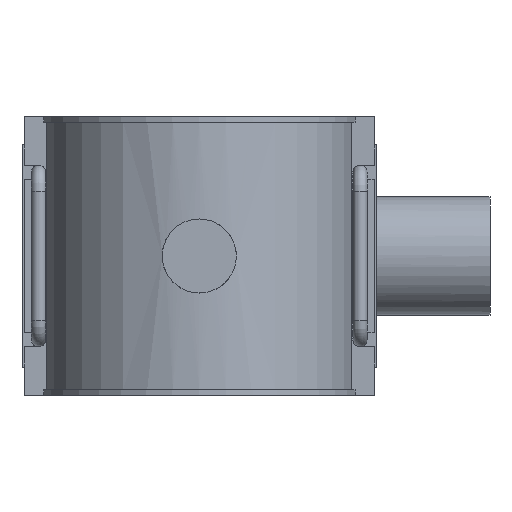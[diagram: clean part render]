
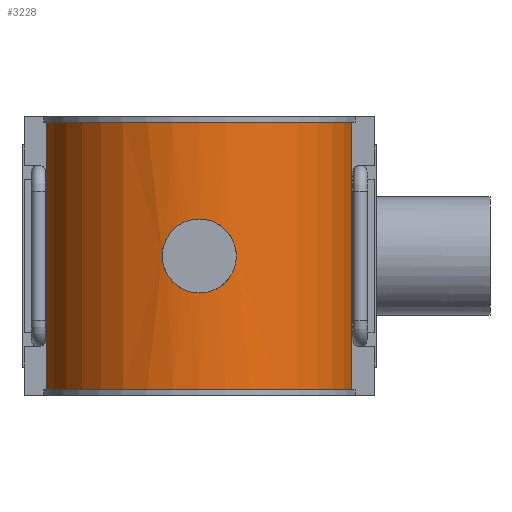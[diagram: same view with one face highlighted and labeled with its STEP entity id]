
A CAD part, front view. The second image highlights one B-rep face of the part: STEP entity #3228.
In plain terms, the highlighted cylindrical face has radius 66 mm (diameter 132 mm), a partial arc.
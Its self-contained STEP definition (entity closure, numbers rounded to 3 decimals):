
#116=LINE('',#5501,#403);
#151=LINE('',#5776,#438);
#403=VECTOR('',#3983,113.28);
#438=VECTOR('',#4060,113.28);
#643=FACE_BOUND('',#1062,.T.);
#684=B_SPLINE_CURVE_WITH_KNOTS('',3,(#5088,#5089,#5090,#5091,#5092,#5093,
#5094,#5095,#5096,#5097,#5098,#5099,#5100,#5101,#5102,#5103,#5104,#5105,
#5106,#5107,#5108,#5109,#5110,#5111,#5112,#5113,#5114,#5115,#5116,#5117,
#5118,#5119,#5120,#5121,#5122,#5123,#5124,#5125,#5126,#5127,#5128,#5129,
#5130,#5131,#5132,#5133,#5134,#5135,#5136,#5137,#5138,#5139,#5140,#5141,
#5142,#5143,#5144,#5145,#5146,#5147,#5148,#5149,#5150,#5151,#5152,#5153),
 .UNSPECIFIED.,.T.,.F.,(4,2,2,2,2,2,2,2,2,2,2,2,2,2,2,2,2,2,2,2,2,2,2,2,
2,2,2,2,2,2,2,2,4),(0.,0.297,0.593,0.89,
1.186,1.483,1.779,2.076,2.372,
2.669,2.965,3.262,3.558,3.855,
4.152,4.448,4.745,5.041,5.338,
5.634,5.931,6.228,6.524,6.821,
7.117,7.414,7.71,8.007,8.303,
8.6,8.896,9.193,9.49),
 .UNSPECIFIED.);
#750=CYLINDRICAL_SURFACE('',#3493,66.);
#848=FACE_OUTER_BOUND('',#1061,.T.);
#1061=EDGE_LOOP('',(#2447,#2448,#2449,#2450));
#1062=EDGE_LOOP('',(#2451));
#1267=CIRCLE('',#3469,66.);
#1275=CIRCLE('',#3483,66.);
#1413=VERTEX_POINT('',#5087);
#1428=VERTEX_POINT('',#5486);
#1429=VERTEX_POINT('',#5488);
#1433=VERTEX_POINT('',#5500);
#1454=VERTEX_POINT('',#5571);
#1763=EDGE_CURVE('',#1413,#1413,#684,.T.);
#1782=EDGE_CURVE('',#1428,#1429,#1267,.T.);
#1787=EDGE_CURVE('',#1428,#1433,#116,.T.);
#1811=EDGE_CURVE('',#1454,#1433,#1275,.T.);
#1846=EDGE_CURVE('',#1429,#1454,#151,.T.);
#2447=ORIENTED_EDGE('',*,*,#1782,.T.);
#2448=ORIENTED_EDGE('',*,*,#1846,.T.);
#2449=ORIENTED_EDGE('',*,*,#1811,.T.);
#2450=ORIENTED_EDGE('',*,*,#1787,.F.);
#2451=ORIENTED_EDGE('',*,*,#1763,.T.);
#3228=ADVANCED_FACE('',(#848,#643),#750,.T.);
#3469=AXIS2_PLACEMENT_3D('',#5490,#3973,#3974);
#3483=AXIS2_PLACEMENT_3D('',#5572,#4020,#4021);
#3493=AXIS2_PLACEMENT_3D('',#5777,#4061,#4062);
#3973=DIRECTION('center_axis',(0.,0.,1.));
#3974=DIRECTION('ref_axis',(1.,0.,0.));
#3983=DIRECTION('',(0.,0.,1.));
#4020=DIRECTION('center_axis',(0.,0.,-1.));
#4021=DIRECTION('ref_axis',(1.,0.,0.));
#4060=DIRECTION('',(0.,0.,1.));
#4061=DIRECTION('center_axis',(0.,0.,1.));
#4062=DIRECTION('ref_axis',(1.,0.,0.));
#5087=CARTESIAN_POINT('',(15.68,-64.11,0.));
#5088=CARTESIAN_POINT('Ctrl Pts',(15.68,-64.11,0.));
#5089=CARTESIAN_POINT('Ctrl Pts',(15.68,-64.11,-0.989));
#5090=CARTESIAN_POINT('Ctrl Pts',(15.585,-64.134,-2.01));
#5091=CARTESIAN_POINT('Ctrl Pts',(15.186,-64.229,-4.038));
#5092=CARTESIAN_POINT('Ctrl Pts',(14.883,-64.301,-5.046));
#5093=CARTESIAN_POINT('Ctrl Pts',(14.081,-64.482,-6.976));
#5094=CARTESIAN_POINT('Ctrl Pts',(13.583,-64.59,-7.901));
#5095=CARTESIAN_POINT('Ctrl Pts',(12.433,-64.821,-9.609));
#5096=CARTESIAN_POINT('Ctrl Pts',(11.781,-64.944,-10.393));
#5097=CARTESIAN_POINT('Ctrl Pts',(10.394,-65.18,-11.781));
#5098=CARTESIAN_POINT('Ctrl Pts',(9.609,-65.302,-12.433));
#5099=CARTESIAN_POINT('Ctrl Pts',(7.901,-65.531,-13.583));
#5100=CARTESIAN_POINT('Ctrl Pts',(6.976,-65.637,-14.081));
#5101=CARTESIAN_POINT('Ctrl Pts',(5.046,-65.814,-14.883));
#5102=CARTESIAN_POINT('Ctrl Pts',(4.038,-65.884,-15.186));
#5103=CARTESIAN_POINT('Ctrl Pts',(2.009,-65.977,-15.585));
#5104=CARTESIAN_POINT('Ctrl Pts',(0.988,-66.,-15.68));
#5105=CARTESIAN_POINT('Ctrl Pts',(-0.988,-66.,-15.68));
#5106=CARTESIAN_POINT('Ctrl Pts',(-2.009,-65.977,-15.585));
#5107=CARTESIAN_POINT('Ctrl Pts',(-4.038,-65.884,-15.186));
#5108=CARTESIAN_POINT('Ctrl Pts',(-5.046,-65.814,-14.883));
#5109=CARTESIAN_POINT('Ctrl Pts',(-6.976,-65.637,-14.081));
#5110=CARTESIAN_POINT('Ctrl Pts',(-7.901,-65.531,-13.583));
#5111=CARTESIAN_POINT('Ctrl Pts',(-9.609,-65.302,-12.433));
#5112=CARTESIAN_POINT('Ctrl Pts',(-10.394,-65.18,-11.781));
#5113=CARTESIAN_POINT('Ctrl Pts',(-11.781,-64.944,-10.393));
#5114=CARTESIAN_POINT('Ctrl Pts',(-12.433,-64.821,-9.609));
#5115=CARTESIAN_POINT('Ctrl Pts',(-13.583,-64.59,-7.901));
#5116=CARTESIAN_POINT('Ctrl Pts',(-14.081,-64.482,-6.976));
#5117=CARTESIAN_POINT('Ctrl Pts',(-14.883,-64.301,-5.046));
#5118=CARTESIAN_POINT('Ctrl Pts',(-15.186,-64.229,-4.038));
#5119=CARTESIAN_POINT('Ctrl Pts',(-15.585,-64.134,-2.01));
#5120=CARTESIAN_POINT('Ctrl Pts',(-15.68,-64.11,-0.989));
#5121=CARTESIAN_POINT('Ctrl Pts',(-15.68,-64.11,0.989));
#5122=CARTESIAN_POINT('Ctrl Pts',(-15.585,-64.134,2.01));
#5123=CARTESIAN_POINT('Ctrl Pts',(-15.186,-64.229,4.038));
#5124=CARTESIAN_POINT('Ctrl Pts',(-14.883,-64.301,5.046));
#5125=CARTESIAN_POINT('Ctrl Pts',(-14.081,-64.482,6.976));
#5126=CARTESIAN_POINT('Ctrl Pts',(-13.583,-64.59,7.901));
#5127=CARTESIAN_POINT('Ctrl Pts',(-12.433,-64.821,9.609));
#5128=CARTESIAN_POINT('Ctrl Pts',(-11.781,-64.944,10.393));
#5129=CARTESIAN_POINT('Ctrl Pts',(-10.394,-65.18,11.781));
#5130=CARTESIAN_POINT('Ctrl Pts',(-9.609,-65.302,12.433));
#5131=CARTESIAN_POINT('Ctrl Pts',(-7.901,-65.531,13.583));
#5132=CARTESIAN_POINT('Ctrl Pts',(-6.976,-65.637,14.081));
#5133=CARTESIAN_POINT('Ctrl Pts',(-5.046,-65.814,14.883));
#5134=CARTESIAN_POINT('Ctrl Pts',(-4.038,-65.884,15.186));
#5135=CARTESIAN_POINT('Ctrl Pts',(-2.009,-65.977,15.585));
#5136=CARTESIAN_POINT('Ctrl Pts',(-0.988,-66.,15.68));
#5137=CARTESIAN_POINT('Ctrl Pts',(0.988,-66.,15.68));
#5138=CARTESIAN_POINT('Ctrl Pts',(2.009,-65.977,15.585));
#5139=CARTESIAN_POINT('Ctrl Pts',(4.038,-65.884,15.186));
#5140=CARTESIAN_POINT('Ctrl Pts',(5.046,-65.814,14.883));
#5141=CARTESIAN_POINT('Ctrl Pts',(6.976,-65.637,14.081));
#5142=CARTESIAN_POINT('Ctrl Pts',(7.901,-65.531,13.583));
#5143=CARTESIAN_POINT('Ctrl Pts',(9.609,-65.302,12.433));
#5144=CARTESIAN_POINT('Ctrl Pts',(10.394,-65.18,11.781));
#5145=CARTESIAN_POINT('Ctrl Pts',(11.781,-64.944,10.393));
#5146=CARTESIAN_POINT('Ctrl Pts',(12.433,-64.821,9.609));
#5147=CARTESIAN_POINT('Ctrl Pts',(13.583,-64.59,7.901));
#5148=CARTESIAN_POINT('Ctrl Pts',(14.081,-64.482,6.976));
#5149=CARTESIAN_POINT('Ctrl Pts',(14.883,-64.301,5.046));
#5150=CARTESIAN_POINT('Ctrl Pts',(15.186,-64.229,4.038));
#5151=CARTESIAN_POINT('Ctrl Pts',(15.585,-64.134,2.01));
#5152=CARTESIAN_POINT('Ctrl Pts',(15.68,-64.11,0.989));
#5153=CARTESIAN_POINT('Ctrl Pts',(15.68,-64.11,0.));
#5486=CARTESIAN_POINT('',(-64.552,-13.75,-56.64));
#5488=CARTESIAN_POINT('',(64.552,-13.75,-56.64));
#5490=CARTESIAN_POINT('Origin',(0.,0.,-56.64));
#5500=CARTESIAN_POINT('',(-64.552,-13.75,56.64));
#5501=CARTESIAN_POINT('',(-64.552,-13.75,0.));
#5571=CARTESIAN_POINT('',(64.552,-13.75,56.64));
#5572=CARTESIAN_POINT('Origin',(0.,0.,56.64));
#5776=CARTESIAN_POINT('',(64.552,-13.75,0.));
#5777=CARTESIAN_POINT('Origin',(0.,0.,0.));
